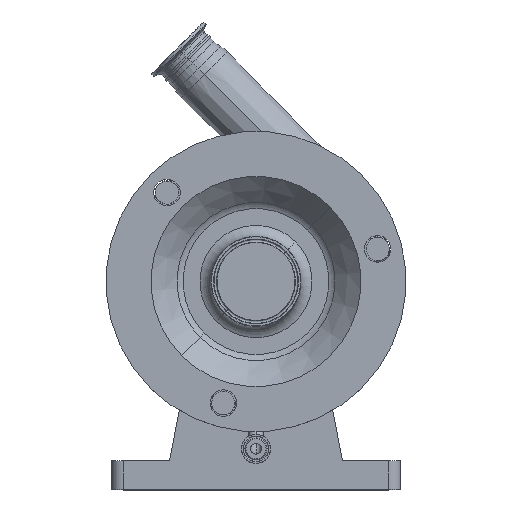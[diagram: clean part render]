
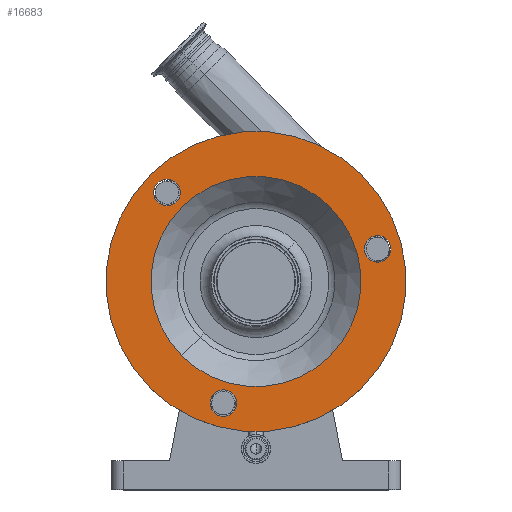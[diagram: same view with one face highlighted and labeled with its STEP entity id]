
A CAD part, top view. The second image highlights one B-rep face of the part: STEP entity #16683.
In plain terms, the highlighted planar face has unit normal (0, 0, 1).
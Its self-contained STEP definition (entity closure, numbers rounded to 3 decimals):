
#544 = CARTESIAN_POINT ( 'NONE',  ( 64.347, 64.347, 218.5 ) ) ;
#838 = CARTESIAN_POINT ( 'NONE',  ( 105.286, 28.211, 218.5 ) ) ;
#839 = CIRCLE ( 'NONE', #885, 11.5 ) ;
#853 = CARTESIAN_POINT ( 'NONE',  ( -64.347, -64.347, 218.5 ) ) ;
#866 = CARTESIAN_POINT ( 'NONE',  ( 102.309, 39.319, 218.5 ) ) ;
#879 = CARTESIAN_POINT ( 'NONE',  ( 108.262, 17.103, 218.5 ) ) ;
#883 = DIRECTION ( 'NONE',  ( 0.259, -0.966, 0. ) ) ;
#884 = DIRECTION ( 'NONE',  ( 0., 0., 1. ) ) ;
#885 = AXIS2_PLACEMENT_3D ( 'NONE', #838, #884, #883 ) ;
#912 = VERTEX_POINT ( 'NONE', #544 ) ;
#1477 = EDGE_CURVE ( 'NONE', #1706, #912, #21039, .T. ) ;
#1706 = VERTEX_POINT ( 'NONE', #853 ) ;
#1891 = EDGE_CURVE ( 'NONE', #2057, #2145, #839, .T. ) ;
#2057 = VERTEX_POINT ( 'NONE', #866 ) ;
#2145 = VERTEX_POINT ( 'NONE', #879 ) ;
#7477 = AXIS2_PLACEMENT_3D ( 'NONE', #7879, #7870, #7869 ) ;
#7478 = CIRCLE ( 'NONE', #7477, 11.5 ) ;
#7869 = DIRECTION ( 'NONE',  ( 0.259, -0.966, 0. ) ) ;
#7870 = DIRECTION ( 'NONE',  ( 0., 0., 1. ) ) ;
#7879 = CARTESIAN_POINT ( 'NONE',  ( 105.286, 28.211, 218.5 ) ) ;
#8033 = CIRCLE ( 'NONE', #8076, 130. ) ;
#8074 = DIRECTION ( 'NONE',  ( 0.707, 0.707, 0. ) ) ;
#8075 = DIRECTION ( 'NONE',  ( 0., 0., 1. ) ) ;
#8076 = AXIS2_PLACEMENT_3D ( 'NONE', #8083, #8075, #8074 ) ;
#8083 = CARTESIAN_POINT ( 'NONE',  ( 0., 0., 218.5 ) ) ;
#8253 = CIRCLE ( 'NONE', #8271, 11.5 ) ;
#8268 = DIRECTION ( 'NONE',  ( 0.707, 0.707, 0. ) ) ;
#8269 = DIRECTION ( 'NONE',  ( 0., 0., 1. ) ) ;
#8270 = CARTESIAN_POINT ( 'NONE',  ( -77.075, 77.075, 218.5 ) ) ;
#8271 = AXIS2_PLACEMENT_3D ( 'NONE', #8270, #8269, #8268 ) ;
#8383 = DIRECTION ( 'NONE',  ( 0., 0., 1. ) ) ;
#8392 = CARTESIAN_POINT ( 'NONE',  ( -28.211, -105.286, 218.5 ) ) ;
#8399 = DIRECTION ( 'NONE',  ( -0.966, 0.259, 0. ) ) ;
#8400 = AXIS2_PLACEMENT_3D ( 'NONE', #8392, #8383, #8399 ) ;
#8402 = FACE_BOUND ( 'NONE', #13456, .T. ) ;
#8404 = CIRCLE ( 'NONE', #8400, 11.5 ) ;
#8443 = DIRECTION ( 'NONE',  ( -0.707, -0.707, 0. ) ) ;
#8450 = FACE_BOUND ( 'NONE', #13498, .T. ) ;
#8451 = PLANE ( 'NONE',  #8479 ) ;
#8457 = FACE_BOUND ( 'NONE', #15875, .T. ) ;
#8465 = DIRECTION ( 'NONE',  ( 0., 0., -1. ) ) ;
#8466 = CARTESIAN_POINT ( 'NONE',  ( -27.577, 27.577, 218.5 ) ) ;
#8467 = FACE_OUTER_BOUND ( 'NONE', #13434, .T. ) ;
#8475 = FACE_BOUND ( 'NONE', #16120, .T. ) ;
#8479 = AXIS2_PLACEMENT_3D ( 'NONE', #8466, #8465, #8443 ) ;
#12594 = VERTEX_POINT ( 'NONE', #17206 ) ;
#12626 = EDGE_CURVE ( 'NONE', #12629, #12594, #17242, .T. ) ;
#12629 = VERTEX_POINT ( 'NONE', #17272 ) ;
#12634 = EDGE_CURVE ( 'NONE', #12662, #12641, #17277, .T. ) ;
#12641 = VERTEX_POINT ( 'NONE', #17436 ) ;
#12643 = EDGE_CURVE ( 'NONE', #12695, #12653, #17430, .T. ) ;
#12653 = VERTEX_POINT ( 'NONE', #17432 ) ;
#12662 = VERTEX_POINT ( 'NONE', #17423 ) ;
#12695 = VERTEX_POINT ( 'NONE', #17925 ) ;
#12967 = ORIENTED_EDGE ( 'NONE', *, *, #12626, .F. ) ;
#12975 = ORIENTED_EDGE ( 'NONE', *, *, #12643, .T. ) ;
#12982 = ORIENTED_EDGE ( 'NONE', *, *, #14752, .F. ) ;
#13434 = EDGE_LOOP ( 'NONE', ( #12975, #13453 ) ) ;
#13437 = ORIENTED_EDGE ( 'NONE', *, *, #12634, .F. ) ;
#13453 = ORIENTED_EDGE ( 'NONE', *, *, #14081, .T. ) ;
#13456 = EDGE_LOOP ( 'NONE', ( #13478, #25427 ) ) ;
#13478 = ORIENTED_EDGE ( 'NONE', *, *, #25454, .F. ) ;
#13498 = EDGE_LOOP ( 'NONE', ( #12982, #13437 ) ) ;
#14081 = EDGE_CURVE ( 'NONE', #12653, #12695, #8033, .T. ) ;
#14752 = EDGE_CURVE ( 'NONE', #12641, #12662, #8253, .T. ) ;
#15196 = ORIENTED_EDGE ( 'NONE', *, *, #16785, .F. ) ;
#15875 = EDGE_LOOP ( 'NONE', ( #15196, #16763 ) ) ;
#16120 = EDGE_LOOP ( 'NONE', ( #16694, #12967 ) ) ;
#16133 = EDGE_CURVE ( 'NONE', #12594, #12629, #8404, .T. ) ;
#16683 = ADVANCED_FACE ( 'NONE', ( #8457, #8475, #8450, #8467, #8402 ), #8451, .F. ) ;
#16694 = ORIENTED_EDGE ( 'NONE', *, *, #16133, .F. ) ;
#16763 = ORIENTED_EDGE ( 'NONE', *, *, #1891, .F. ) ;
#16785 = EDGE_CURVE ( 'NONE', #2145, #2057, #7478, .T. ) ;
#17206 = CARTESIAN_POINT ( 'NONE',  ( -39.319, -102.309, 218.5 ) ) ;
#17227 = AXIS2_PLACEMENT_3D ( 'NONE', #17258, #17257, #17256 ) ;
#17242 = CIRCLE ( 'NONE', #17275, 11.5 ) ;
#17256 = DIRECTION ( 'NONE',  ( 0.707, 0.707, 0. ) ) ;
#17257 = DIRECTION ( 'NONE',  ( 0., 0., 1. ) ) ;
#17258 = CARTESIAN_POINT ( 'NONE',  ( -77.075, 77.075, 218.5 ) ) ;
#17269 = DIRECTION ( 'NONE',  ( -0.966, 0.259, 0. ) ) ;
#17270 = DIRECTION ( 'NONE',  ( 0., 0., 1. ) ) ;
#17271 = CARTESIAN_POINT ( 'NONE',  ( -28.211, -105.286, 218.5 ) ) ;
#17272 = CARTESIAN_POINT ( 'NONE',  ( -17.103, -108.262, 218.5 ) ) ;
#17275 = AXIS2_PLACEMENT_3D ( 'NONE', #17271, #17270, #17269 ) ;
#17277 = CIRCLE ( 'NONE', #17227, 11.5 ) ;
#17423 = CARTESIAN_POINT ( 'NONE',  ( -85.206, 68.943, 218.5 ) ) ;
#17426 = DIRECTION ( 'NONE',  ( 0.707, 0.707, 0. ) ) ;
#17427 = DIRECTION ( 'NONE',  ( 0., 0., 1. ) ) ;
#17428 = CARTESIAN_POINT ( 'NONE',  ( 0., 0., 218.5 ) ) ;
#17429 = AXIS2_PLACEMENT_3D ( 'NONE', #17428, #17427, #17426 ) ;
#17430 = CIRCLE ( 'NONE', #17429, 130. ) ;
#17432 = CARTESIAN_POINT ( 'NONE',  ( -91.924, -91.924, 218.5 ) ) ;
#17436 = CARTESIAN_POINT ( 'NONE',  ( -68.943, 85.206, 218.5 ) ) ;
#17925 = CARTESIAN_POINT ( 'NONE',  ( 91.924, 91.924, 218.5 ) ) ;
#20602 = DIRECTION ( 'NONE',  ( 0.707, 0.707, 0. ) ) ;
#20603 = DIRECTION ( 'NONE',  ( 0., 0., 1. ) ) ;
#20664 = AXIS2_PLACEMENT_3D ( 'NONE', #20710, #20709, #20708 ) ;
#20708 = DIRECTION ( 'NONE',  ( 0.707, 0.707, 0. ) ) ;
#20709 = DIRECTION ( 'NONE',  ( 0., 0., 1. ) ) ;
#20710 = CARTESIAN_POINT ( 'NONE',  ( 0., 0., 218.5 ) ) ;
#20711 = CIRCLE ( 'NONE', #20664, 91. ) ;
#20901 = AXIS2_PLACEMENT_3D ( 'NONE', #21157, #20603, #20602 ) ;
#21039 = CIRCLE ( 'NONE', #20901, 91. ) ;
#21157 = CARTESIAN_POINT ( 'NONE',  ( 0., 0., 218.5 ) ) ;
#25427 = ORIENTED_EDGE ( 'NONE', *, *, #1477, .F. ) ;
#25454 = EDGE_CURVE ( 'NONE', #912, #1706, #20711, .T. ) ;
